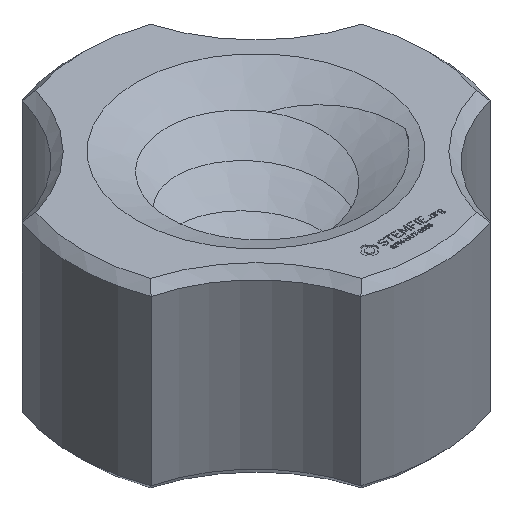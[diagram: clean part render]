
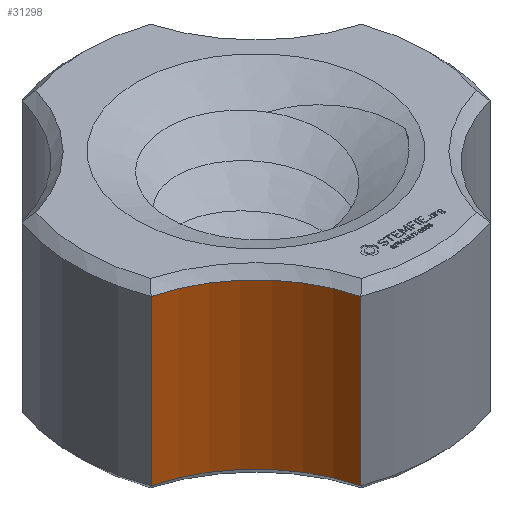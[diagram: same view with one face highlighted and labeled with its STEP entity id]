
A CAD part, isometric view. The second image highlights one B-rep face of the part: STEP entity #31298.
In plain terms, the highlighted cylindrical face has radius 5 mm (diameter 10 mm), a partial arc.
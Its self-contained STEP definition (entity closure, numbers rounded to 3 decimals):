
#1148 = CONICAL_SURFACE('',#1149,5.15,0.785);
#1149 = AXIS2_PLACEMENT_3D('',#1150,#1151,#1152);
#1150 = CARTESIAN_POINT('',(-7.071,-7.071,6.1));
#1151 = DIRECTION('',(0.,0.,1.));
#1152 = DIRECTION('',(1.,0.,-0.));
#12403 = VERTEX_POINT('',#12404);
#12404 = CARTESIAN_POINT('',(-5.841,-2.225,5.95));
#12419 = CYLINDRICAL_SURFACE('',#12420,6.25);
#12420 = AXIS2_PLACEMENT_3D('',#12421,#12422,#12423);
#12421 = CARTESIAN_POINT('',(0.,0.,0.));
#12422 = DIRECTION('',(0.,0.,1.));
#12423 = DIRECTION('',(-1.,0.,0.));
#12500 = VERTEX_POINT('',#12501);
#12501 = CARTESIAN_POINT('',(-2.225,-5.841,5.95));
#12567 = EDGE_CURVE('',#12403,#12500,#12568,.T.);
#12568 = SURFACE_CURVE('',#12569,(#12574,#12581),.PCURVE_S1.);
#12569 = CIRCLE('',#12570,5.);
#12570 = AXIS2_PLACEMENT_3D('',#12571,#12572,#12573);
#12571 = CARTESIAN_POINT('',(-7.071,-7.071,5.95));
#12572 = DIRECTION('',(0.,0.,-1.));
#12573 = DIRECTION('',(1.,0.,0.));
#12574 = PCURVE('',#1148,#12575);
#12575 = DEFINITIONAL_REPRESENTATION('',(#12576),#12580);
#12576 = LINE('',#12577,#12578);
#12577 = CARTESIAN_POINT('',(6.283,-0.15));
#12578 = VECTOR('',#12579,1.);
#12579 = DIRECTION('',(-1.,0.));
#12580 = ( GEOMETRIC_REPRESENTATION_CONTEXT(2) 
PARAMETRIC_REPRESENTATION_CONTEXT() REPRESENTATION_CONTEXT('2D SPACE',''
  ) );
#12581 = PCURVE('',#12582,#12587);
#12582 = CYLINDRICAL_SURFACE('',#12583,5.);
#12583 = AXIS2_PLACEMENT_3D('',#12584,#12585,#12586);
#12584 = CARTESIAN_POINT('',(-7.071,-7.071,0.));
#12585 = DIRECTION('',(0.,0.,1.));
#12586 = DIRECTION('',(1.,0.,-0.));
#12587 = DEFINITIONAL_REPRESENTATION('',(#12588),#12591);
#12588 = B_SPLINE_CURVE_WITH_KNOTS('',1,(#12589,#12590),.UNSPECIFIED.,
  .F.,.F.,(2,2),(4.961,6.035),
  .PIECEWISE_BEZIER_KNOTS.);
#12589 = CARTESIAN_POINT('',(1.322,5.95));
#12590 = CARTESIAN_POINT('',(0.249,5.95));
#12591 = ( GEOMETRIC_REPRESENTATION_CONTEXT(2) 
PARAMETRIC_REPRESENTATION_CONTEXT() REPRESENTATION_CONTEXT('2D SPACE',''
  ) );
#12617 = CYLINDRICAL_SURFACE('',#12618,6.25);
#12618 = AXIS2_PLACEMENT_3D('',#12619,#12620,#12621);
#12619 = CARTESIAN_POINT('',(0.,0.,0.));
#12620 = DIRECTION('',(0.,0.,1.));
#12621 = DIRECTION('',(1.,0.,-0.));
#31251 = VERTEX_POINT('',#31252);
#31252 = CARTESIAN_POINT('',(-5.841,-2.225,0.3));
#31278 = EDGE_CURVE('',#31251,#12403,#31279,.T.);
#31279 = SURFACE_CURVE('',#31280,(#31284,#31291),.PCURVE_S1.);
#31280 = LINE('',#31281,#31282);
#31281 = CARTESIAN_POINT('',(-5.841,-2.225,0.3));
#31282 = VECTOR('',#31283,1.);
#31283 = DIRECTION('',(0.,0.,1.));
#31284 = PCURVE('',#12419,#31285);
#31285 = DEFINITIONAL_REPRESENTATION('',(#31286),#31290);
#31286 = LINE('',#31287,#31288);
#31287 = CARTESIAN_POINT('',(6.647,0.3));
#31288 = VECTOR('',#31289,1.);
#31289 = DIRECTION('',(0.,1.));
#31290 = ( GEOMETRIC_REPRESENTATION_CONTEXT(2) 
PARAMETRIC_REPRESENTATION_CONTEXT() REPRESENTATION_CONTEXT('2D SPACE',''
  ) );
#31291 = PCURVE('',#12582,#31292);
#31292 = DEFINITIONAL_REPRESENTATION('',(#31293),#31297);
#31293 = LINE('',#31294,#31295);
#31294 = CARTESIAN_POINT('',(1.322,0.3));
#31295 = VECTOR('',#31296,1.);
#31296 = DIRECTION('',(0.,1.));
#31297 = ( GEOMETRIC_REPRESENTATION_CONTEXT(2) 
PARAMETRIC_REPRESENTATION_CONTEXT() REPRESENTATION_CONTEXT('2D SPACE',''
  ) );
#31298 = ADVANCED_FACE('',(#31299),#12582,.F.);
#31299 = FACE_BOUND('',#31300,.F.);
#31300 = EDGE_LOOP('',(#31301,#31324,#31350,#31351));
#31301 = ORIENTED_EDGE('',*,*,#31302,.F.);
#31302 = EDGE_CURVE('',#31303,#12500,#31305,.T.);
#31303 = VERTEX_POINT('',#31304);
#31304 = CARTESIAN_POINT('',(-2.225,-5.841,0.3));
#31305 = SURFACE_CURVE('',#31306,(#31310,#31317),.PCURVE_S1.);
#31306 = LINE('',#31307,#31308);
#31307 = CARTESIAN_POINT('',(-2.225,-5.841,0.3));
#31308 = VECTOR('',#31309,1.);
#31309 = DIRECTION('',(0.,0.,1.));
#31310 = PCURVE('',#12582,#31311);
#31311 = DEFINITIONAL_REPRESENTATION('',(#31312),#31316);
#31312 = LINE('',#31313,#31314);
#31313 = CARTESIAN_POINT('',(0.249,0.3));
#31314 = VECTOR('',#31315,1.);
#31315 = DIRECTION('',(0.,1.));
#31316 = ( GEOMETRIC_REPRESENTATION_CONTEXT(2) 
PARAMETRIC_REPRESENTATION_CONTEXT() REPRESENTATION_CONTEXT('2D SPACE',''
  ) );
#31317 = PCURVE('',#12617,#31318);
#31318 = DEFINITIONAL_REPRESENTATION('',(#31319),#31323);
#31319 = LINE('',#31320,#31321);
#31320 = CARTESIAN_POINT('',(4.348,0.3));
#31321 = VECTOR('',#31322,1.);
#31322 = DIRECTION('',(0.,1.));
#31323 = ( GEOMETRIC_REPRESENTATION_CONTEXT(2) 
PARAMETRIC_REPRESENTATION_CONTEXT() REPRESENTATION_CONTEXT('2D SPACE',''
  ) );
#31324 = ORIENTED_EDGE('',*,*,#31325,.T.);
#31325 = EDGE_CURVE('',#31303,#31251,#31326,.T.);
#31326 = SURFACE_CURVE('',#31327,(#31332,#31338),.PCURVE_S1.);
#31327 = CIRCLE('',#31328,5.);
#31328 = AXIS2_PLACEMENT_3D('',#31329,#31330,#31331);
#31329 = CARTESIAN_POINT('',(-7.071,-7.071,0.3));
#31330 = DIRECTION('',(0.,0.,1.));
#31331 = DIRECTION('',(1.,0.,-0.));
#31332 = PCURVE('',#12582,#31333);
#31333 = DEFINITIONAL_REPRESENTATION('',(#31334),#31337);
#31334 = B_SPLINE_CURVE_WITH_KNOTS('',1,(#31335,#31336),.UNSPECIFIED.,
  .F.,.F.,(2,2),(0.249,1.322),
  .PIECEWISE_BEZIER_KNOTS.);
#31335 = CARTESIAN_POINT('',(0.249,0.3));
#31336 = CARTESIAN_POINT('',(1.322,0.3));
#31337 = ( GEOMETRIC_REPRESENTATION_CONTEXT(2) 
PARAMETRIC_REPRESENTATION_CONTEXT() REPRESENTATION_CONTEXT('2D SPACE',''
  ) );
#31338 = PCURVE('',#31339,#31344);
#31339 = CONICAL_SURFACE('',#31340,5.15,0.785);
#31340 = AXIS2_PLACEMENT_3D('',#31341,#31342,#31343);
#31341 = CARTESIAN_POINT('',(-7.071,-7.071,0.15));
#31342 = DIRECTION('',(0.,0.,-1.));
#31343 = DIRECTION('',(1.,0.,0.));
#31344 = DEFINITIONAL_REPRESENTATION('',(#31345),#31349);
#31345 = LINE('',#31346,#31347);
#31346 = CARTESIAN_POINT('',(6.283,-0.15));
#31347 = VECTOR('',#31348,1.);
#31348 = DIRECTION('',(-1.,0.));
#31349 = ( GEOMETRIC_REPRESENTATION_CONTEXT(2) 
PARAMETRIC_REPRESENTATION_CONTEXT() REPRESENTATION_CONTEXT('2D SPACE',''
  ) );
#31350 = ORIENTED_EDGE('',*,*,#31278,.T.);
#31351 = ORIENTED_EDGE('',*,*,#12567,.T.);
